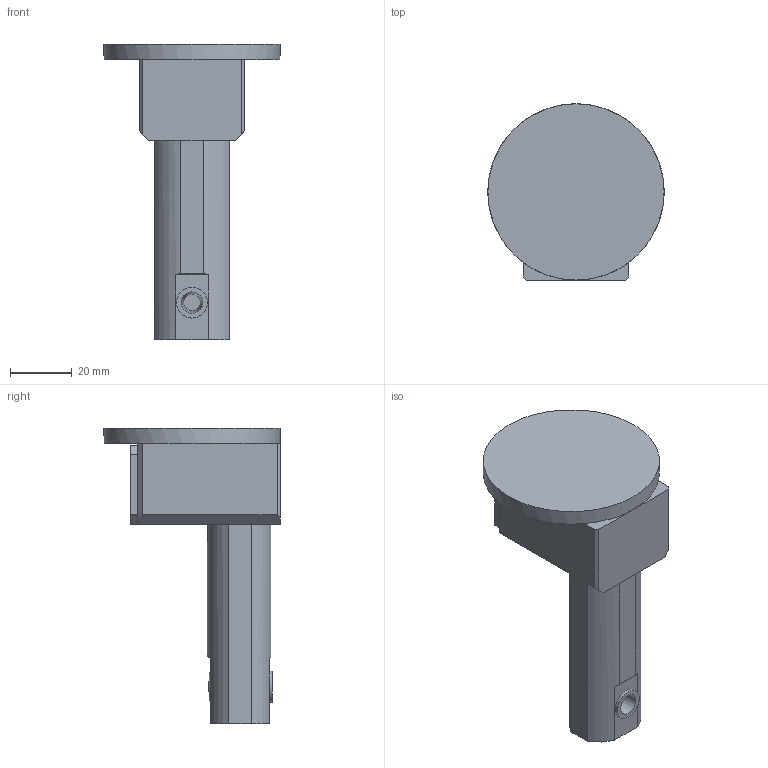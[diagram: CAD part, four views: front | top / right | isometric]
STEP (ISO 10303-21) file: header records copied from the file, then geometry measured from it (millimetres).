
FILE_DESCRIPTION((''),'1');
FILE_NAME('BBT30_CA4SG_HEAD.stp','2018-01-09T02:19:11',(''),(''),'Spatial Interop R21 SP3','Kubotek KeyCreator 2011 V10.0.2 (22737)',' ');
FILE_SCHEMA(('automotive_design'));
Length unit declared in the file: millimetre
Products named in the file (1): 240[2]
Bounding box: 57 x 57 x 95.5 mm (x, y, z)
Volume: 80523.8 mm3; surface area: 15201.7 mm2
Topology: 1 solids, 1 shells, 44 faces, 108 edges, 71 vertices
Faces by surface type: plane 35, cylinder 6, cone 1, torus 1, bspline 1
Full cylindrical faces by diameter (mm): 5.4 x1, 10 x1, 57 x1
Entity records: 2321 total; most frequent: CARTESIAN_POINT 240, DIRECTION 211, ORIENTED_EDGE 200, PRESENTATION_STYLE_ASSIGNMENT 190, COLOUR_RGB 190, STYLED_ITEM 145, CURVE_STYLE 145, DRAUGHTING_PRE_DEFINED_CURVE_FONT 145
